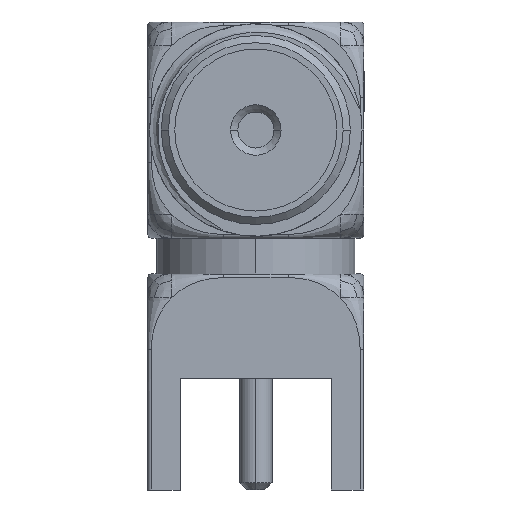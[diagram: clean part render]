
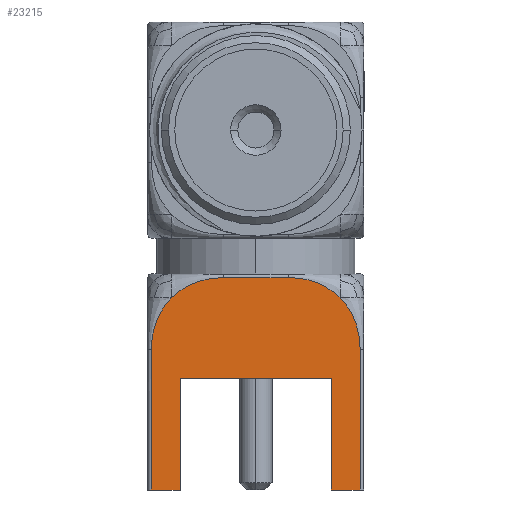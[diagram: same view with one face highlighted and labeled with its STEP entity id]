
A CAD part, left-side view. The second image highlights one B-rep face of the part: STEP entity #23215.
In plain terms, the highlighted planar face has unit normal (-1, 0, 0).
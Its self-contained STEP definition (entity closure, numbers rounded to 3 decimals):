
#44 = ORIENTED_EDGE ( 'NONE', *, *, #16693, .T. ) ;
#234 = EDGE_CURVE ( 'NONE', #733, #959, #14588, .T. ) ;
#521 = ORIENTED_EDGE ( 'NONE', *, *, #14653, .T. ) ;
#733 = VERTEX_POINT ( 'NONE', #8964 ) ;
#959 = VERTEX_POINT ( 'NONE', #19725 ) ;
#1239 = CARTESIAN_POINT ( 'NONE',  ( 1.309, 4.139, -1.5 ) ) ;
#1344 = CARTESIAN_POINT ( 'NONE',  ( 1.309, 3.967, 3.269 ) ) ;
#1880 = EDGE_CURVE ( 'NONE', #17867, #18881, #23198, .T. ) ;
#2199 = CARTESIAN_POINT ( 'NONE',  ( 1.309, -1.661, -22.985 ) ) ;
#2402 = ORIENTED_EDGE ( 'NONE', *, *, #1880, .T. ) ;
#2866 = DIRECTION ( 'NONE',  ( 0., 1., 0. ) ) ;
#3279 = VECTOR ( 'NONE', #17176, 1000. ) ;
#3584 = CARTESIAN_POINT ( 'NONE',  ( 1.309, -0.7, 4.143 ) ) ;
#3601 = CARTESIAN_POINT ( 'NONE',  ( 1.309, -1.596, 2.952 ) ) ;
#3740 = CARTESIAN_POINT ( 'NONE',  ( 1.309, 4.239, 4.4 ) ) ;
#4097 = DIRECTION ( 'NONE',  ( 0., 0., 1. ) ) ;
#4170 = VERTEX_POINT ( 'NONE', #19165 ) ;
#4287 = ORIENTED_EDGE ( 'NONE', *, *, #21260, .T. ) ;
#4508 = EDGE_CURVE ( 'NONE', #6613, #15738, #22649, .T. ) ;
#4969 = CARTESIAN_POINT ( 'NONE',  ( 1.309, 3.399, 4.019 ) ) ;
#5078 = CARTESIAN_POINT ( 'NONE',  ( 1.309, -0.53, 4.228 ) ) ;
#5087 = ORIENTED_EDGE ( 'NONE', *, *, #234, .T. ) ;
#5194 = CARTESIAN_POINT ( 'NONE',  ( 1.309, -0.219, 4.351 ) ) ;
#5229 = PLANE ( 'NONE',  #10852 ) ;
#5282 = VECTOR ( 'NONE', #9396, 1000. ) ;
#5480 = CARTESIAN_POINT ( 'NONE',  ( 1.309, 4.139, 2.4 ) ) ;
#6141 = VECTOR ( 'NONE', #11155, 1000. ) ;
#6247 = DIRECTION ( 'NONE',  ( 0., -1., 0. ) ) ;
#6613 = VERTEX_POINT ( 'NONE', #5480 ) ;
#6845 = DIRECTION ( 'NONE',  ( 1., 0., 0. ) ) ;
#7081 = VERTEX_POINT ( 'NONE', #23271 ) ;
#7094 = CARTESIAN_POINT ( 'NONE',  ( 1.309, 4.139, 2.4 ) ) ;
#7451 = CARTESIAN_POINT ( 'NONE',  ( 1.309, 2.885, 4.276 ) ) ;
#7459 = CARTESIAN_POINT ( 'NONE',  ( 1.309, -1.1, 3.839 ) ) ;
#7779 = EDGE_CURVE ( 'NONE', #20350, #733, #11098, .T. ) ;
#7805 = EDGE_CURVE ( 'NONE', #18881, #24381, #14797, .T. ) ;
#8964 = CARTESIAN_POINT ( 'NONE',  ( 1.309, 2.139, 4.4 ) ) ;
#8967 = CARTESIAN_POINT ( 'NONE',  ( 1.309, 3.578, 3.839 ) ) ;
#8970 = CARTESIAN_POINT ( 'NONE',  ( 1.309, 3.578, 3.839 ) ) ;
#9082 = EDGE_LOOP ( 'NONE', ( #12349, #4287, #44, #13251, #16541, #2402, #23998, #521, #21984, #5087, #9662, #17899 ) ) ;
#9206 = CARTESIAN_POINT ( 'NONE',  ( 1.309, 2.283, 4.4 ) ) ;
#9214 = CARTESIAN_POINT ( 'NONE',  ( 1.309, -1.661, 2.4 ) ) ;
#9322 = CARTESIAN_POINT ( 'NONE',  ( 1.309, 0.05, 4.4 ) ) ;
#9396 = DIRECTION ( 'NONE',  ( 0., 1., 0. ) ) ;
#9521 = CARTESIAN_POINT ( 'NONE',  ( 1.309, 3.339, -22.985 ) ) ;
#9628 = CARTESIAN_POINT ( 'NONE',  ( 1.309, -0.861, 1.6 ) ) ;
#9662 = ORIENTED_EDGE ( 'NONE', *, *, #17952, .T. ) ;
#9719 = DIRECTION ( 'NONE',  ( 0., 1., 0. ) ) ;
#9800 = EDGE_CURVE ( 'NONE', #14117, #21990, #12452, .T. ) ;
#10277 = VECTOR ( 'NONE', #9719, 1000. ) ;
#10362 = CARTESIAN_POINT ( 'NONE',  ( 1.309, 4.239, -22.985 ) ) ;
#10373 = CARTESIAN_POINT ( 'NONE',  ( 1.309, 4.239, 1.6 ) ) ;
#10852 = AXIS2_PLACEMENT_3D ( 'NONE', #10362, #6845, #2866 ) ;
#11098 = LINE ( 'NONE', #3740, #10277 ) ;
#11155 = DIRECTION ( 'NONE',  ( 0., 0., -1. ) ) ;
#11208 = CARTESIAN_POINT ( 'NONE',  ( 1.309, 2.139, 4.4 ) ) ;
#12349 = ORIENTED_EDGE ( 'NONE', *, *, #18503, .F. ) ;
#12353 = CARTESIAN_POINT ( 'NONE',  ( 1.309, 3.787, 3.603 ) ) ;
#12452 = LINE ( 'NONE', #21574, #15152 ) ;
#12730 = CARTESIAN_POINT ( 'NONE',  ( 1.309, 3.882, 3.439 ) ) ;
#12868 = VECTOR ( 'NONE', #4097, 1000. ) ;
#13251 = ORIENTED_EDGE ( 'NONE', *, *, #9800, .T. ) ;
#14117 = VERTEX_POINT ( 'NONE', #9628 ) ;
#14588 = B_SPLINE_CURVE_WITH_KNOTS ( 'NONE', 3,
 ( #11208, #9206, #16629, #18859, #16988, #7451, #22097, #4969, #8967 ),
 .UNSPECIFIED., .F., .F.,
 ( 4, 1, 2, 2, 4 ),
 ( 0., 0.25, 0.375, 0.5, 1. ),
 .UNSPECIFIED. ) ;
#14653 = EDGE_CURVE ( 'NONE', #24381, #20350, #18617, .T. ) ;
#14765 = CARTESIAN_POINT ( 'NONE',  ( 1.309, 0.339, 4.4 ) ) ;
#14797 = B_SPLINE_CURVE_WITH_KNOTS ( 'NONE', 3,
 ( #9214, #15255, #20729, #3601, #18865, #24700, #20976, #16995, #7459 ),
 .UNSPECIFIED., .F., .F.,
 ( 4, 1, 2, 2, 4 ),
 ( 0., 0.25, 0.375, 0.5, 1. ),
 .UNSPECIFIED. ) ;
#14859 = CARTESIAN_POINT ( 'NONE',  ( 1.309, 0.339, 4.4 ) ) ;
#14944 = DIRECTION ( 'NONE',  ( 0., 1., 0. ) ) ;
#15152 = VECTOR ( 'NONE', #16102, 1000. ) ;
#15210 = CARTESIAN_POINT ( 'NONE',  ( 1.309, -1.1, 3.839 ) ) ;
#15255 = CARTESIAN_POINT ( 'NONE',  ( 1.309, -1.661, 2.544 ) ) ;
#15542 = LINE ( 'NONE', #9521, #3279 ) ;
#15738 = VERTEX_POINT ( 'NONE', #1239 ) ;
#15909 = FACE_OUTER_BOUND ( 'NONE', #9082, .T. ) ;
#16102 = DIRECTION ( 'NONE',  ( 0., 0., -1. ) ) ;
#16541 = ORIENTED_EDGE ( 'NONE', *, *, #20198, .F. ) ;
#16618 = CARTESIAN_POINT ( 'NONE',  ( 1.309, -0.865, 4.048 ) ) ;
#16629 = CARTESIAN_POINT ( 'NONE',  ( 1.309, 2.493, 4.382 ) ) ;
#16693 = EDGE_CURVE ( 'NONE', #7081, #14117, #21749, .T. ) ;
#16988 = CARTESIAN_POINT ( 'NONE',  ( 1.309, 2.82, 4.298 ) ) ;
#16995 = CARTESIAN_POINT ( 'NONE',  ( 1.309, -1.28, 3.66 ) ) ;
#17041 = B_SPLINE_CURVE_WITH_KNOTS ( 'NONE', 3,
 ( #8970, #22100, #12353, #12730, #19994, #1344, #20356, #18373, #7094 ),
 .UNSPECIFIED., .F., .F.,
 ( 4, 1, 2, 2, 4 ),
 ( 0., 0.25, 0.375, 0.5, 1. ),
 .UNSPECIFIED. ) ;
#17176 = DIRECTION ( 'NONE',  ( 0., 0., 1. ) ) ;
#17867 = VERTEX_POINT ( 'NONE', #18247 ) ;
#17899 = ORIENTED_EDGE ( 'NONE', *, *, #4508, .T. ) ;
#17952 = EDGE_CURVE ( 'NONE', #959, #6613, #17041, .T. ) ;
#18247 = CARTESIAN_POINT ( 'NONE',  ( 1.309, -1.661, -1.5 ) ) ;
#18373 = CARTESIAN_POINT ( 'NONE',  ( 1.309, 4.139, 2.689 ) ) ;
#18488 = CARTESIAN_POINT ( 'NONE',  ( 1.309, -1.1, 3.839 ) ) ;
#18503 = EDGE_CURVE ( 'NONE', #4170, #15738, #21034, .T. ) ;
#18617 = B_SPLINE_CURVE_WITH_KNOTS ( 'NONE', 3,
 ( #18488, #18735, #16618, #3584, #24199, #5078, #5194, #9322, #14859 ),
 .UNSPECIFIED., .F., .F.,
 ( 4, 1, 2, 2, 4 ),
 ( 0., 0.25, 0.375, 0.5, 1. ),
 .UNSPECIFIED. ) ;
#18735 = CARTESIAN_POINT ( 'NONE',  ( 1.309, -1.011, 3.929 ) ) ;
#18859 = CARTESIAN_POINT ( 'NONE',  ( 1.309, 2.69, 4.335 ) ) ;
#18865 = CARTESIAN_POINT ( 'NONE',  ( 1.309, -1.559, 3.081 ) ) ;
#18881 = VERTEX_POINT ( 'NONE', #20362 ) ;
#19165 = CARTESIAN_POINT ( 'NONE',  ( 1.309, 3.339, -1.5 ) ) ;
#19725 = CARTESIAN_POINT ( 'NONE',  ( 1.309, 3.578, 3.839 ) ) ;
#19994 = CARTESIAN_POINT ( 'NONE',  ( 1.309, 3.941, 3.326 ) ) ;
#20198 = EDGE_CURVE ( 'NONE', #17867, #21990, #20554, .T. ) ;
#20350 = VERTEX_POINT ( 'NONE', #14765 ) ;
#20356 = CARTESIAN_POINT ( 'NONE',  ( 1.309, 4.09, 2.958 ) ) ;
#20362 = CARTESIAN_POINT ( 'NONE',  ( 1.309, -1.661, 2.4 ) ) ;
#20554 = LINE ( 'NONE', #24522, #22040 ) ;
#20729 = CARTESIAN_POINT ( 'NONE',  ( 1.309, -1.643, 2.754 ) ) ;
#20912 = CARTESIAN_POINT ( 'NONE',  ( 1.309, 4.139, -22.985 ) ) ;
#20976 = CARTESIAN_POINT ( 'NONE',  ( 1.309, -1.417, 3.449 ) ) ;
#21034 = LINE ( 'NONE', #22646, #5282 ) ;
#21260 = EDGE_CURVE ( 'NONE', #4170, #7081, #15542, .T. ) ;
#21574 = CARTESIAN_POINT ( 'NONE',  ( 1.309, -0.861, -22.985 ) ) ;
#21749 = LINE ( 'NONE', #10373, #24561 ) ;
#21984 = ORIENTED_EDGE ( 'NONE', *, *, #7779, .T. ) ;
#21990 = VERTEX_POINT ( 'NONE', #22445 ) ;
#22040 = VECTOR ( 'NONE', #14944, 1000. ) ;
#22097 = CARTESIAN_POINT ( 'NONE',  ( 1.309, 3.188, 4.156 ) ) ;
#22100 = CARTESIAN_POINT ( 'NONE',  ( 1.309, 3.668, 3.75 ) ) ;
#22445 = CARTESIAN_POINT ( 'NONE',  ( 1.309, -0.861, -1.5 ) ) ;
#22646 = CARTESIAN_POINT ( 'NONE',  ( 1.309, 4.239, -1.5 ) ) ;
#22649 = LINE ( 'NONE', #20912, #6141 ) ;
#23198 = LINE ( 'NONE', #2199, #12868 ) ;
#23215 = ADVANCED_FACE ( 'NONE', ( #15909 ), #5229, .F. ) ;
#23271 = CARTESIAN_POINT ( 'NONE',  ( 1.309, 3.339, 1.6 ) ) ;
#23998 = ORIENTED_EDGE ( 'NONE', *, *, #7805, .T. ) ;
#24199 = CARTESIAN_POINT ( 'NONE',  ( 1.309, -0.587, 4.202 ) ) ;
#24381 = VERTEX_POINT ( 'NONE', #15210 ) ;
#24522 = CARTESIAN_POINT ( 'NONE',  ( 1.309, 4.239, -1.5 ) ) ;
#24561 = VECTOR ( 'NONE', #6247, 1000. ) ;
#24700 = CARTESIAN_POINT ( 'NONE',  ( 1.309, -1.537, 3.146 ) ) ;
